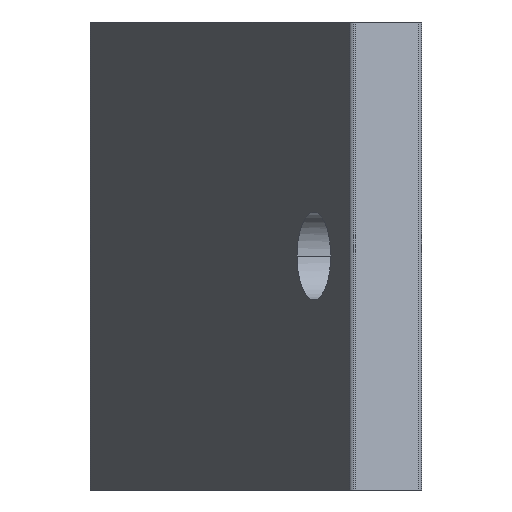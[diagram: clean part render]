
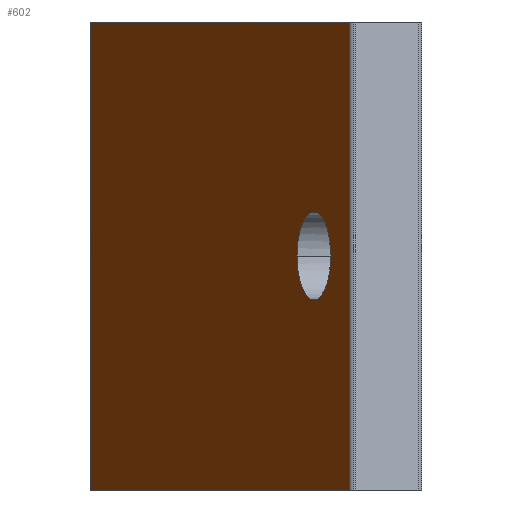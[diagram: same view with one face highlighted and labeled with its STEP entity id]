
A CAD part, left-side view. The second image highlights one B-rep face of the part: STEP entity #602.
In plain terms, the highlighted planar face has unit normal (-0.383, 0.924, 0).
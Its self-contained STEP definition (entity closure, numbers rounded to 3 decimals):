
#11 = ORIENTED_EDGE ( 'NONE', *, *, #4767, .T. ) ;
#27 = AXIS2_PLACEMENT_3D ( 'NONE', #6367, #2792, #6961 ) ;
#48 = CARTESIAN_POINT ( 'NONE',  ( 10393.878, 2572.397, 24. ) ) ;
#150 = CARTESIAN_POINT ( 'NONE',  ( 10398.497, 2574.31, 0. ) ) ;
#250 = VERTEX_POINT ( 'NONE', #48 ) ;
#443 = DIRECTION ( 'NONE',  ( -0.924, -0.383, 0. ) ) ;
#466 = CARTESIAN_POINT ( 'NONE',  ( 10457.972, 2598.946, 10. ) ) ;
#510 = EDGE_CURVE ( 'NONE', #3085, #7424, #2860, .T. ) ;
#594 = ORIENTED_EDGE ( 'NONE', *, *, #1952, .T. ) ;
#602 = ADVANCED_FACE ( 'NONE', ( #2287, #5470 ), #7339, .F. ) ;
#741 = CARTESIAN_POINT ( 'NONE',  ( 10393.878, 2572.397, 10. ) ) ;
#748 = CARTESIAN_POINT ( 'NONE',  ( 10457.972, 2598.946, 24. ) ) ;
#823 = LINE ( 'NONE', #6287, #3627 ) ;
#1584 = VERTEX_POINT ( 'NONE', #748 ) ;
#1952 = EDGE_CURVE ( 'NONE', #1584, #6322, #5073, .T. ) ;
#2052 = LINE ( 'NONE', #741, #5054 ) ;
#2287 = FACE_BOUND ( 'NONE', #5134, .T. ) ;
#2564 = ORIENTED_EDGE ( 'NONE', *, *, #6999, .T. ) ;
#2792 = DIRECTION ( 'NONE',  ( 0.383, -0.924, 0. ) ) ;
#2841 = ORIENTED_EDGE ( 'NONE', *, *, #510, .T. ) ;
#2860 = CIRCLE ( 'NONE', #2876, 4.5 ) ;
#2876 = AXIS2_PLACEMENT_3D ( 'NONE', #6096, #3914, #3810 ) ;
#3085 = VERTEX_POINT ( 'NONE', #150 ) ;
#3144 = VECTOR ( 'NONE', #443, 1000. ) ;
#3230 = CIRCLE ( 'NONE', #27, 4.5 ) ;
#3488 = VECTOR ( 'NONE', #4062, 1000. ) ;
#3510 = EDGE_CURVE ( 'NONE', #5583, #250, #2052, .T. ) ;
#3627 = VECTOR ( 'NONE', #7035, 1000. ) ;
#3733 = DIRECTION ( 'NONE',  ( 0., 0., 1. ) ) ;
#3810 = DIRECTION ( 'NONE',  ( 0.924, 0.383, 0. ) ) ;
#3914 = DIRECTION ( 'NONE',  ( 0.383, -0.924, 0. ) ) ;
#4062 = DIRECTION ( 'NONE',  ( 0., 0., -1. ) ) ;
#4412 = CARTESIAN_POINT ( 'NONE',  ( 10393.878, 2572.397, -24. ) ) ;
#4533 = ORIENTED_EDGE ( 'NONE', *, *, #3510, .T. ) ;
#4767 = EDGE_CURVE ( 'NONE', #7424, #3085, #3230, .T. ) ;
#4921 = ORIENTED_EDGE ( 'NONE', *, *, #7346, .F. ) ;
#5054 = VECTOR ( 'NONE', #3733, 1000. ) ;
#5073 = LINE ( 'NONE', #466, #3488 ) ;
#5134 = EDGE_LOOP ( 'NONE', ( #2841, #11 ) ) ;
#5329 = EDGE_LOOP ( 'NONE', ( #594, #2564, #4533, #4921 ) ) ;
#5470 = FACE_OUTER_BOUND ( 'NONE', #5329, .T. ) ;
#5583 = VERTEX_POINT ( 'NONE', #4412 ) ;
#5894 = CARTESIAN_POINT ( 'NONE',  ( 10406.812, 2577.754, 0. ) ) ;
#6096 = CARTESIAN_POINT ( 'NONE',  ( 10402.654, 2576.032, 0. ) ) ;
#6287 = CARTESIAN_POINT ( 'NONE',  ( 10393.416, 2572.205, -24. ) ) ;
#6313 = LINE ( 'NONE', #6399, #3144 ) ;
#6322 = VERTEX_POINT ( 'NONE', #6598 ) ;
#6367 = CARTESIAN_POINT ( 'NONE',  ( 10402.654, 2576.032, 0. ) ) ;
#6399 = CARTESIAN_POINT ( 'NONE',  ( 10393.416, 2572.205, 24. ) ) ;
#6598 = CARTESIAN_POINT ( 'NONE',  ( 10457.972, 2598.946, -24. ) ) ;
#6844 = DIRECTION ( 'NONE',  ( 0.924, 0.383, 0. ) ) ;
#6869 = AXIS2_PLACEMENT_3D ( 'NONE', #7205, #7184, #6844 ) ;
#6961 = DIRECTION ( 'NONE',  ( 0.924, 0.383, 0. ) ) ;
#6999 = EDGE_CURVE ( 'NONE', #6322, #5583, #823, .T. ) ;
#7035 = DIRECTION ( 'NONE',  ( -0.924, -0.383, 0. ) ) ;
#7184 = DIRECTION ( 'NONE',  ( 0.383, -0.924, 0. ) ) ;
#7205 = CARTESIAN_POINT ( 'NONE',  ( 10393.416, 2572.205, 10. ) ) ;
#7339 = PLANE ( 'NONE',  #6869 ) ;
#7346 = EDGE_CURVE ( 'NONE', #1584, #250, #6313, .T. ) ;
#7424 = VERTEX_POINT ( 'NONE', #5894 ) ;
